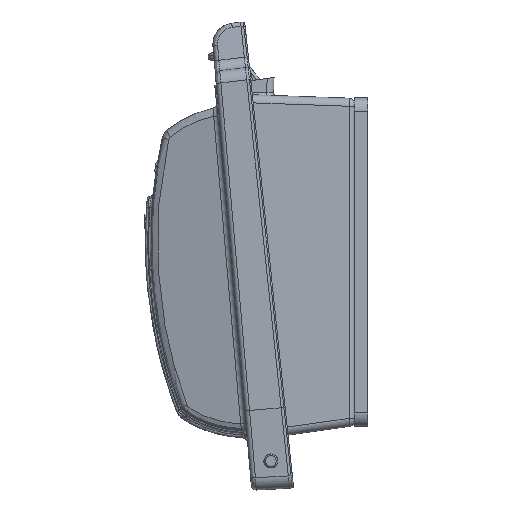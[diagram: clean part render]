
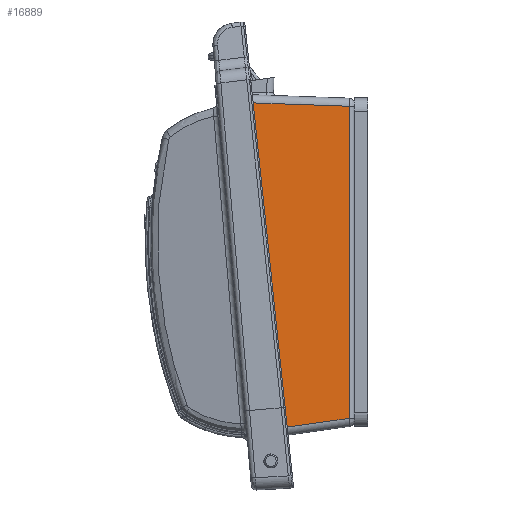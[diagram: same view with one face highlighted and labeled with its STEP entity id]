
A CAD part, left-side view. The second image highlights one B-rep face of the part: STEP entity #16889.
In plain terms, the highlighted planar face has unit normal (-0.999, -0.035, 0).
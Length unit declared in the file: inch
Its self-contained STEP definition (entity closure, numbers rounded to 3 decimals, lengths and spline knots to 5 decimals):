
#644 = CARTESIAN_POINT ( 'NONE',  ( 0.07629, 4.04129, 3.57695 ) ) ;
#1657 = CARTESIAN_POINT ( 'NONE',  ( 0.07609, 4.04708, 3.59089 ) ) ;
#2769 = EDGE_CURVE ( 'NONE', #24128, #53623, #15078, .T. ) ;
#4100 = ORIENTED_EDGE ( 'NONE', *, *, #2769, .F. ) ;
#4213 = EDGE_LOOP ( 'NONE', ( #4100, #61554, #38101, #26256, #9239, #66265 ) ) ;
#5659 = EDGE_CURVE ( 'NONE', #9933, #51868, #23197, .T. ) ;
#7047 = DIRECTION ( 'NONE',  ( 0.035, -0.999, -0.035 ) ) ;
#7128 = FACE_OUTER_BOUND ( 'NONE', #4213, .T. ) ;
#9239 = ORIENTED_EDGE ( 'NONE', *, *, #5659, .F. ) ;
#9576 = CARTESIAN_POINT ( 'NONE',  ( 0.09076, 3.62689, 2.79757 ) ) ;
#9933 = VERTEX_POINT ( 'NONE', #52244 ) ;
#11206 = LINE ( 'NONE', #27079, #49956 ) ;
#13271 = EDGE_CURVE ( 'NONE', #19508, #19213, #61669, .T. ) ;
#15078 = LINE ( 'NONE', #40273, #17765 ) ;
#16889 = ADVANCED_FACE ( 'NONE', ( #7128 ), #59559, .F. ) ;
#17765 = VECTOR ( 'NONE', #45793, 39.37008 ) ;
#18011 = CARTESIAN_POINT ( 'NONE',  ( 0.12392, 2.67734, 7.5707 ) ) ;
#19213 = VERTEX_POINT ( 'NONE', #33213 ) ;
#19371 = B_SPLINE_CURVE_WITH_KNOTS ( 'NONE', 3,
 ( #22040, #1657, #27871, #644 ),
 .UNSPECIFIED., .F., .F.,
 ( 4, 4 ),
 ( 0., 1. ),
 .UNSPECIFIED. ) ;
#19508 = VERTEX_POINT ( 'NONE', #27606 ) ;
#22040 = CARTESIAN_POINT ( 'NONE',  ( 0.07606, 4.04788, 3.5985 ) ) ;
#23197 = LINE ( 'NONE', #18011, #27833 ) ;
#24128 = VERTEX_POINT ( 'NONE', #54426 ) ;
#26256 = ORIENTED_EDGE ( 'NONE', *, *, #62137, .F. ) ;
#27079 = CARTESIAN_POINT ( 'NONE',  ( 0.06154, 4.46356, 7.55347 ) ) ;
#27483 = CARTESIAN_POINT ( 'NONE',  ( 0.12657, 2.60135, 7.75206 ) ) ;
#27606 = CARTESIAN_POINT ( 'NONE',  ( 0.09076, 3.62689, 2.79757 ) ) ;
#27737 = CARTESIAN_POINT ( 'NONE',  ( 0.12392, 2.67734, 2.93102 ) ) ;
#27833 = VECTOR ( 'NONE', #39055, 39.37008 ) ;
#27871 = CARTESIAN_POINT ( 'NONE',  ( 0.07616, 4.04488, 3.5837 ) ) ;
#32668 = DIRECTION ( 'NONE',  ( -0.035, 0.999, 0. ) ) ;
#33213 = CARTESIAN_POINT ( 'NONE',  ( 0.07629, 4.04129, 3.57695 ) ) ;
#36901 = CARTESIAN_POINT ( 'NONE',  ( 0.06154, 4.46356, 7.55347 ) ) ;
#37947 = AXIS2_PLACEMENT_3D ( 'NONE', #27483, #38864, #32668 ) ;
#38101 = ORIENTED_EDGE ( 'NONE', *, *, #13271, .F. ) ;
#38864 = DIRECTION ( 'NONE',  ( 0.999, 0.035, 0. ) ) ;
#39055 = DIRECTION ( 'NONE',  ( 0., 0., -1. ) ) ;
#39211 = CARTESIAN_POINT ( 'NONE',  ( 0.12392, 2.67734, 2.93102 ) ) ;
#40273 = CARTESIAN_POINT ( 'NONE',  ( 0.07606, 4.04788, 3.5985 ) ) ;
#43272 = LINE ( 'NONE', #27737, #67931 ) ;
#45793 = DIRECTION ( 'NONE',  ( -0.004, 0.105, 0.995 ) ) ;
#48528 = EDGE_CURVE ( 'NONE', #24128, #19213, #19371, .T. ) ;
#49956 = VECTOR ( 'NONE', #7047, 39.37008 ) ;
#51868 = VERTEX_POINT ( 'NONE', #39211 ) ;
#52150 = EDGE_CURVE ( 'NONE', #53623, #9933, #11206, .T. ) ;
#52244 = CARTESIAN_POINT ( 'NONE',  ( 0.12392, 2.67734, 7.49109 ) ) ;
#53623 = VERTEX_POINT ( 'NONE', #36901 ) ;
#54426 = CARTESIAN_POINT ( 'NONE',  ( 0.07606, 4.04788, 3.5985 ) ) ;
#56494 = DIRECTION ( 'NONE',  ( -0.016, 0.469, 0.883 ) ) ;
#58861 = VECTOR ( 'NONE', #56494, 39.37008 ) ;
#59559 = PLANE ( 'NONE',  #37947 ) ;
#60480 = DIRECTION ( 'NONE',  ( -0.035, 0.99, -0.139 ) ) ;
#61554 = ORIENTED_EDGE ( 'NONE', *, *, #48528, .T. ) ;
#61669 = LINE ( 'NONE', #9576, #58861 ) ;
#62137 = EDGE_CURVE ( 'NONE', #51868, #19508, #43272, .T. ) ;
#66265 = ORIENTED_EDGE ( 'NONE', *, *, #52150, .F. ) ;
#67931 = VECTOR ( 'NONE', #60480, 39.37008 ) ;
